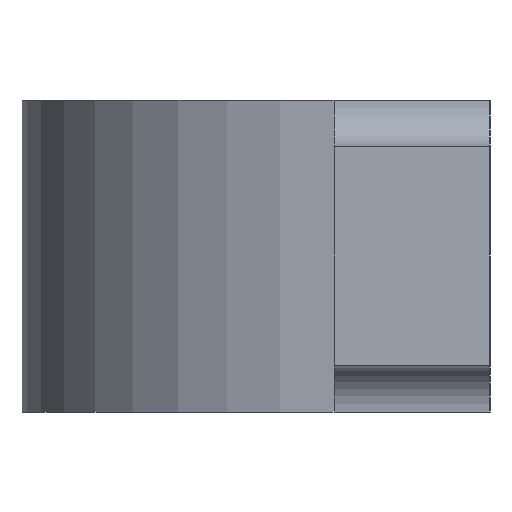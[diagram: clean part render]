
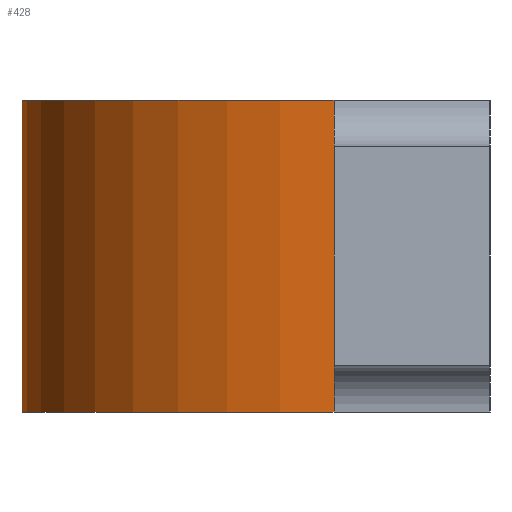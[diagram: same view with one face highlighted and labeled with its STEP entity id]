
A CAD part, left-side view. The second image highlights one B-rep face of the part: STEP entity #428.
In plain terms, the highlighted cylindrical face has radius 1 mm (diameter 2 mm), a partial arc.
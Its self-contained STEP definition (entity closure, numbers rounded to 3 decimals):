
#428 = ADVANCED_FACE('',(#429),#465,.T.);
#429 = FACE_BOUND('',#430,.T.);
#430 = EDGE_LOOP('',(#431,#442,#450,#459));
#431 = ORIENTED_EDGE('',*,*,#432,.T.);
#432 = EDGE_CURVE('',#433,#435,#437,.T.);
#433 = VERTEX_POINT('',#434);
#434 = CARTESIAN_POINT('',(1.,0.3,0.));
#435 = VERTEX_POINT('',#436);
#436 = CARTESIAN_POINT('',(-1.,0.3,0.));
#437 = CIRCLE('',#438,1.);
#438 = AXIS2_PLACEMENT_3D('',#439,#440,#441);
#439 = CARTESIAN_POINT('',(0.,0.3,0.));
#440 = DIRECTION('',(0.,0.,1.));
#441 = DIRECTION('',(1.,0.,0.));
#442 = ORIENTED_EDGE('',*,*,#443,.F.);
#443 = EDGE_CURVE('',#444,#435,#446,.T.);
#444 = VERTEX_POINT('',#445);
#445 = CARTESIAN_POINT('',(-1.,0.3,1.));
#446 = LINE('',#447,#448);
#447 = CARTESIAN_POINT('',(-1.,0.3,1.));
#448 = VECTOR('',#449,1.);
#449 = DIRECTION('',(-0.,-0.,-1.));
#450 = ORIENTED_EDGE('',*,*,#451,.F.);
#451 = EDGE_CURVE('',#452,#444,#454,.T.);
#452 = VERTEX_POINT('',#453);
#453 = CARTESIAN_POINT('',(1.,0.3,1.));
#454 = CIRCLE('',#455,1.);
#455 = AXIS2_PLACEMENT_3D('',#456,#457,#458);
#456 = CARTESIAN_POINT('',(0.,0.3,1.));
#457 = DIRECTION('',(0.,0.,1.));
#458 = DIRECTION('',(1.,0.,0.));
#459 = ORIENTED_EDGE('',*,*,#460,.T.);
#460 = EDGE_CURVE('',#452,#433,#461,.T.);
#461 = LINE('',#462,#463);
#462 = CARTESIAN_POINT('',(1.,0.3,1.));
#463 = VECTOR('',#464,1.);
#464 = DIRECTION('',(-0.,-0.,-1.));
#465 = CYLINDRICAL_SURFACE('',#466,1.);
#466 = AXIS2_PLACEMENT_3D('',#467,#468,#469);
#467 = CARTESIAN_POINT('',(0.,0.3,1.));
#468 = DIRECTION('',(-0.,-0.,-1.));
#469 = DIRECTION('',(-1.,0.,0.));
